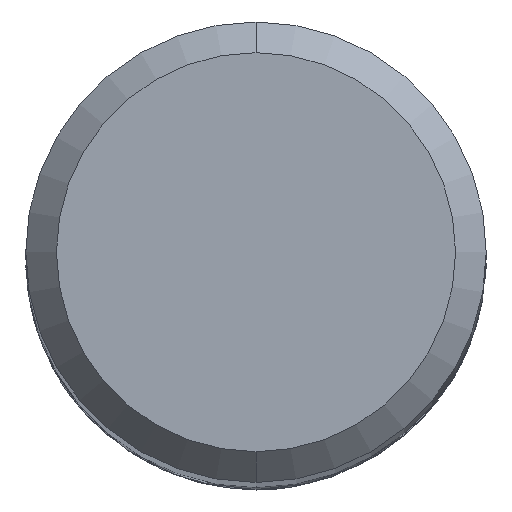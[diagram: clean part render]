
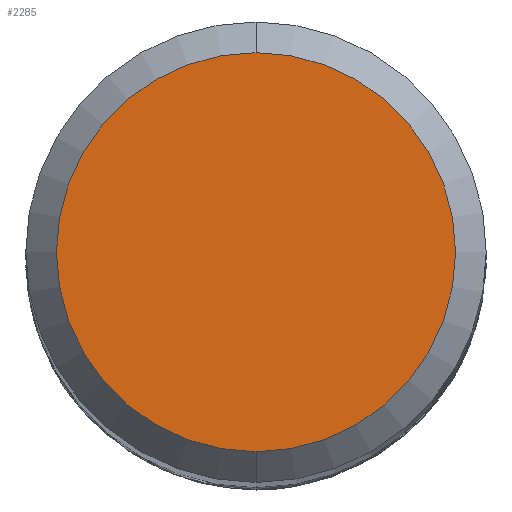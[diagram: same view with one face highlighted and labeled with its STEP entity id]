
A CAD part, top view. The second image highlights one B-rep face of the part: STEP entity #2285.
In plain terms, the highlighted planar face has unit normal (0, 0, 1).
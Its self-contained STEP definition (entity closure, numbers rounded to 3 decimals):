
#1499=EDGE_CURVE('',#2981,#3007,#3554,.T.);
#1769=EDGE_CURVE('',#3007,#2981,#3844,.T.);
#2285=ADVANCED_FACE('',(#4408),#4409,.T.);
#2981=VERTEX_POINT('',#5166);
#3007=VERTEX_POINT('',#5197);
#3554=CIRCLE('',#8934,2.6);
#3844=CIRCLE('',#10952,2.6);
#4408=FACE_OUTER_BOUND('',#15607,.T.);
#4409=PLANE('',#15608);
#5166=CARTESIAN_POINT('',(0.,-2.6,0.0));
#5197=CARTESIAN_POINT('',(0.0,2.6,0.0));
#8934=AXIS2_PLACEMENT_3D('',#21069,#21070,#21071);
#10952=AXIS2_PLACEMENT_3D('',#21334,#21335,#21336);
#15607=EDGE_LOOP('',(#21905,#21906));
#15608=AXIS2_PLACEMENT_3D('',#21907,#21908,#21909);
#21069=CARTESIAN_POINT('',(0.0,0.0,0.0));
#21070=DIRECTION('',(0.0,0.0,-1.0));
#21071=DIRECTION('',(0.0,1.0,0.0));
#21334=CARTESIAN_POINT('',(0.0,0.0,0.0));
#21335=DIRECTION('',(0.0,0.0,-1.0));
#21336=DIRECTION('',(0.0,1.0,0.0));
#21905=ORIENTED_EDGE('',*,*,#1769,.F.);
#21906=ORIENTED_EDGE('',*,*,#1499,.F.);
#21907=CARTESIAN_POINT('',(0.0,1.3,0.0));
#21908=DIRECTION('',(-0.0,0.0,1.0));
#21909=DIRECTION('',(0.0,-1.0,0.0));
